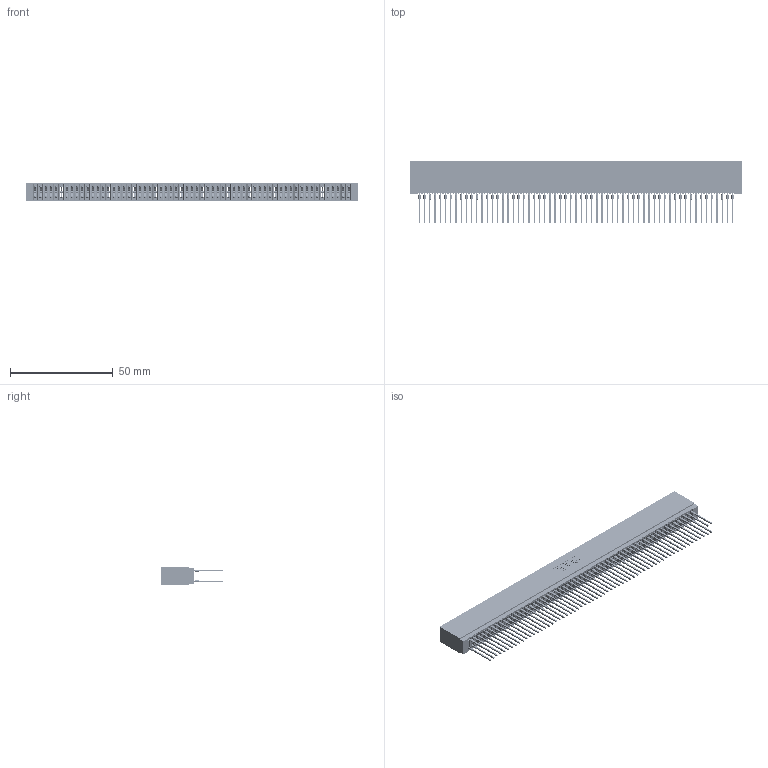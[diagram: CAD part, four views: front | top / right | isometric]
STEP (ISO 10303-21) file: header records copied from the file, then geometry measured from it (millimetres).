
FILE_DESCRIPTION (( 'STEP AP203' ), '1' );
FILE_NAME ('745-122-540-201.STEP', '2026-02-27T01:36:58', ( '' ), ( '' ), 'SwSTEP 2.0', 'SolidWorks 2023', '' );
FILE_SCHEMA (( 'CONFIG_CONTROL_DESIGN' ));
Length unit declared in the file: millimetre
Products named in the file (3): 745 Part_Insulator Option - 01; 745-122-540-201; 745-292-001_540
Assembly tree (123 placements, depth 2):
  745-122-540-201
    745 Part_Insulator Option - 01
    745-292-001_540  x122
Bounding box: 161.54 x 30.62 x 8.89 mm (x, y, z)
Volume: 14794.1 mm3; surface area: 31923.4 mm2
Topology: 123 solids, 123 shells, 11014 faces, 29599 edges, 18594 vertices
Faces by surface type: plane 5667, bspline 2440, cylinder 2175, torus 732
Entity records: 100101 total; most frequent: CARTESIAN_POINT 17859, ORIENTED_EDGE 17332, DIRECTION 15124, EDGE_CURVE 8666, LINE 8118, VECTOR 8118, VERTEX_POINT 5526, AXIS2_PLACEMENT_3D 3503
